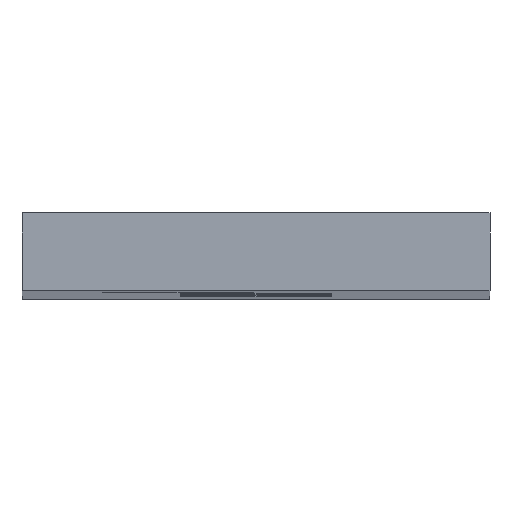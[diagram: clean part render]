
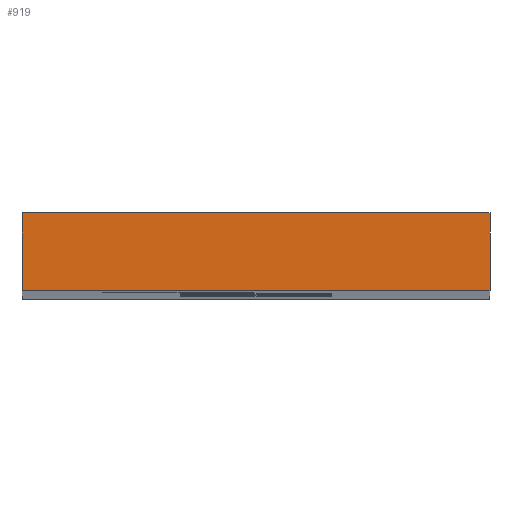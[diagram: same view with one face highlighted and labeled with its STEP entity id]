
A CAD part, top view. The second image highlights one B-rep face of the part: STEP entity #919.
In plain terms, the highlighted planar face has unit normal (0, 0, 1).
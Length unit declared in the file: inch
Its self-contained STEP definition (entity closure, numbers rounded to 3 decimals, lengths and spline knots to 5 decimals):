
#93=FACE_OUTER_BOUND('',#159,.T.);
#159=EDGE_LOOP('',(#827,#828,#829,#830));
#174=LINE('',#1246,#286);
#212=LINE('',#1338,#324);
#271=LINE('',#1463,#383);
#272=LINE('',#1464,#384);
#286=VECTOR('',#1016,0.3937);
#324=VECTOR('',#1076,0.3937);
#383=VECTOR('',#1209,0.3937);
#384=VECTOR('',#1210,0.3937);
#395=VERTEX_POINT('',#1239);
#398=VERTEX_POINT('',#1244);
#439=VERTEX_POINT('',#1334);
#441=VERTEX_POINT('',#1337);
#482=EDGE_CURVE('',#398,#395,#174,.T.);
#528=EDGE_CURVE('',#441,#439,#212,.T.);
#591=EDGE_CURVE('',#439,#395,#271,.T.);
#592=EDGE_CURVE('',#441,#398,#272,.T.);
#827=ORIENTED_EDGE('',*,*,#528,.T.);
#828=ORIENTED_EDGE('',*,*,#591,.T.);
#829=ORIENTED_EDGE('',*,*,#482,.F.);
#830=ORIENTED_EDGE('',*,*,#592,.F.);
#877=PLANE('',#993);
#919=ADVANCED_FACE('',(#93),#877,.T.);
#993=AXIS2_PLACEMENT_3D('',#1462,#1207,#1208);
#1016=DIRECTION('',(1.,0.,0.));
#1076=DIRECTION('',(1.,0.,0.));
#1207=DIRECTION('center_axis',(0.,0.,1.));
#1208=DIRECTION('ref_axis',(1.,0.,0.));
#1209=DIRECTION('',(0.,1.,0.));
#1210=DIRECTION('',(0.,1.,0.));
#1239=CARTESIAN_POINT('',(0.75,0.25,7.8));
#1244=CARTESIAN_POINT('',(-0.75,0.25,7.8));
#1246=CARTESIAN_POINT('',(-0.75,0.25,7.8));
#1334=CARTESIAN_POINT('',(0.75,0.,7.8));
#1337=CARTESIAN_POINT('',(-0.75,0.,7.8));
#1338=CARTESIAN_POINT('',(-0.75,0.,7.8));
#1462=CARTESIAN_POINT('Origin',(-0.75,0.,7.8));
#1463=CARTESIAN_POINT('',(0.75,0.,7.8));
#1464=CARTESIAN_POINT('',(-0.75,0.,7.8));
